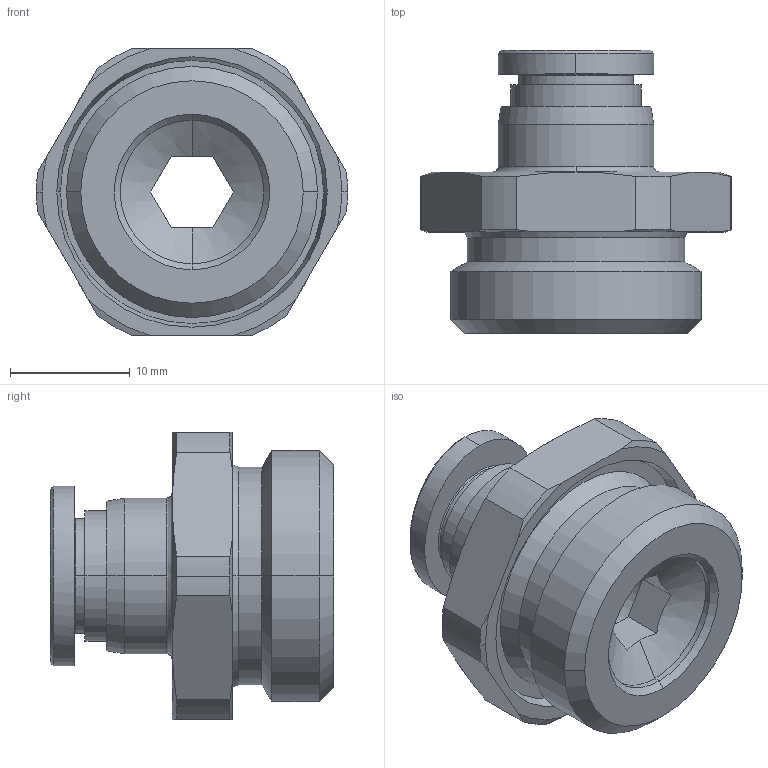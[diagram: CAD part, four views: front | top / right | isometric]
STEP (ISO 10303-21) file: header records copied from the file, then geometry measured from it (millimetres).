
FILE_DESCRIPTION((''),'2;1');
FILE_NAME('GPC 08G04(3D).stp','2012-12-20T14:22:35',(''),(''),'Mechanical Desktop.R8.0.24.0','Mechanical Desktop.R8.0.24.0',', , ');
FILE_SCHEMA(('CONFIG_CONTROL_DESIGN'));
Length unit declared in the file: millimetre
Products named in the file (2): GPC 08G04(3D); ºÎÇ°1
Assembly tree (1 placements, depth 2):
  GPC 08G04(3D)
    ºÎÇ°1
Bounding box: 26 x 23.7 x 24 mm (x, y, z)
Volume: 4979.7 mm3; surface area: 3115.4 mm2
Topology: 1 solids, 1 shells, 450 faces, 1251 edges, 826 vertices
Faces by surface type: plane 354, cone 34, cylinder 31, bspline 31
Entity records: 15001 total; most frequent: CARTESIAN_POINT 3425, ORIENTED_EDGE 2502, DIRECTION 2214, EDGE_CURVE 1251, VECTOR 1056, LINE 1056, VERTEX_POINT 826, AXIS2_PLACEMENT_3D 579
